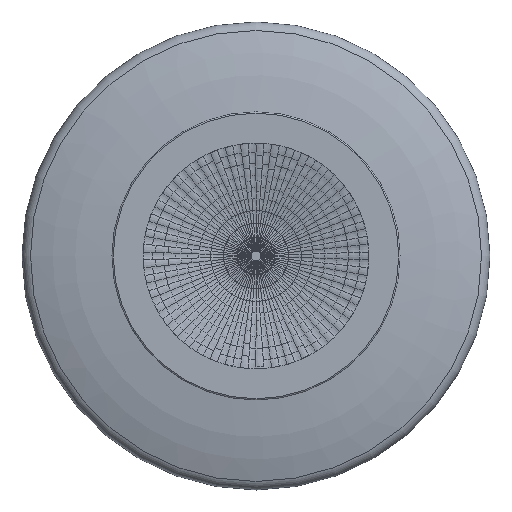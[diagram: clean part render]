
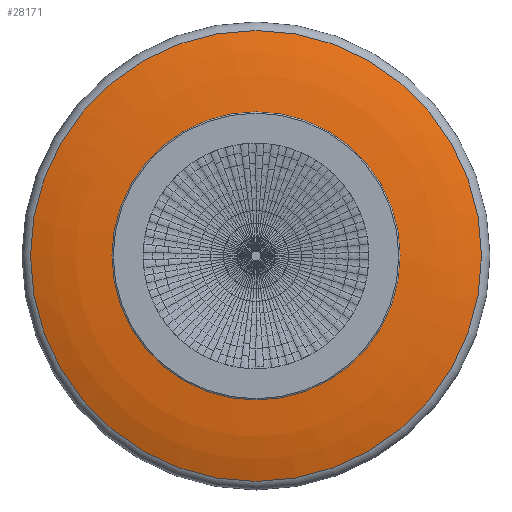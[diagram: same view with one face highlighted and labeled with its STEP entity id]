
A CAD part, top view. The second image highlights one B-rep face of the part: STEP entity #28171.
In plain terms, the highlighted toroidal (fillet/blend) face has major radius 18.326 mm and minor radius 55 mm.
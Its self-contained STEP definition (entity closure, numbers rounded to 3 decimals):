
#18=DEGENERATE_TOROIDAL_SURFACE('',#29629,18.326,55.,.T.);
#14935=ORIENTED_EDGE('',*,*,#19370,.T.);
#14936=ORIENTED_EDGE('',*,*,#19368,.F.);
#19368=EDGE_CURVE('',#22048,#22048,#22582,.T.);
#19370=EDGE_CURVE('',#22050,#22050,#22584,.T.);
#22048=VERTEX_POINT('',#79858);
#22050=VERTEX_POINT('',#79863);
#22582=CIRCLE('',#29627,36.003);
#22584=CIRCLE('',#29630,23.);
#24403=EDGE_LOOP('',(#14935));
#24404=EDGE_LOOP('',(#14936));
#26253=FACE_BOUND('',#24403,.T.);
#26254=FACE_BOUND('',#24404,.T.);
#28171=ADVANCED_FACE('',(#26253,#26254),#18,.T.);
#29627=AXIS2_PLACEMENT_3D('',#79857,#33532,#33533);
#29629=AXIS2_PLACEMENT_3D('',#79861,#33536,#33537);
#29630=AXIS2_PLACEMENT_3D('',#79862,#33538,#33539);
#33532=DIRECTION('',(0.,0.,-1.));
#33533=DIRECTION('',(-1.,0.,0.));
#33536=DIRECTION('',(0.,0.,-1.));
#33537=DIRECTION('',(-1.,0.,0.));
#33538=DIRECTION('',(0.,0.,-1.));
#33539=DIRECTION('',(-1.,0.,0.));
#79857=CARTESIAN_POINT('',(0.,0.,3.081));
#79858=CARTESIAN_POINT('',(-36.003,0.,3.081));
#79861=CARTESIAN_POINT('',(0.,0.,-49.001));
#79862=CARTESIAN_POINT('',(0.,0.,5.8));
#79863=CARTESIAN_POINT('',(-23.,0.,5.8));
